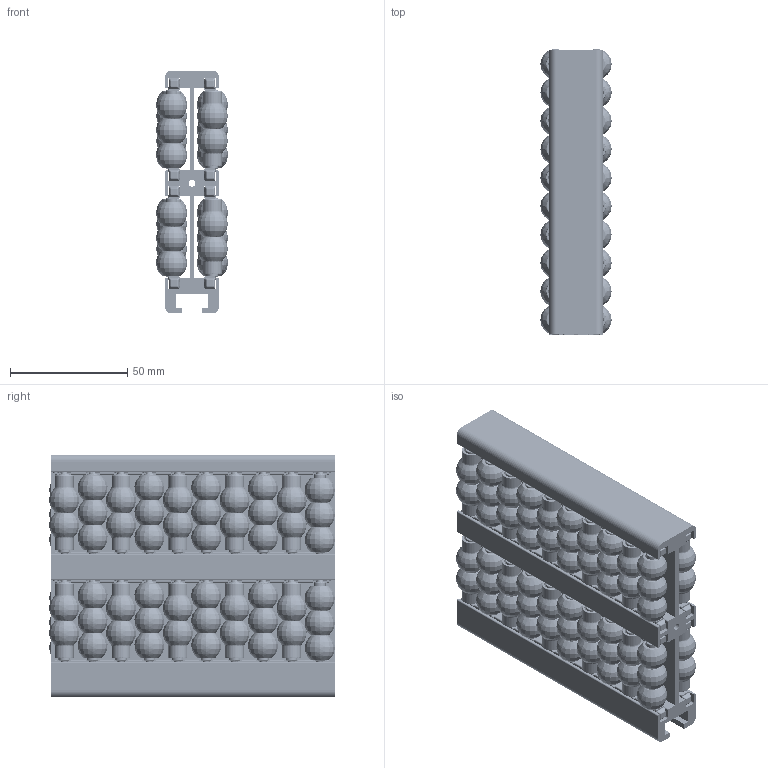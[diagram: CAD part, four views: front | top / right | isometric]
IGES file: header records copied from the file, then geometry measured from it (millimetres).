
Start section:  PTC IGES file: S0754607663.igs
Global section: file name: S0754607663.igs; native system: Pro/ENGINEER by Parametric Technology Corporation; preprocessor: 2005310; author: RCRU51; organization: Unknown; date: 090622.162650; units: millimetre
Bounding box: 30.39 x 121.66 x 103.5 mm (x, y, z)
Surface area: 158386.4 mm2 (no closed solid volume)
Topology: 0 solids, 0 shells, 6060 faces, 28812 edges, 28812 vertices
Faces by surface type: revolution 4974, bspline 926, extrusion 160
